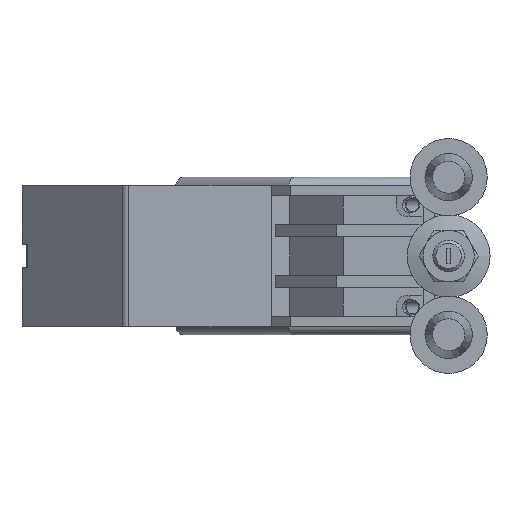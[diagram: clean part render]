
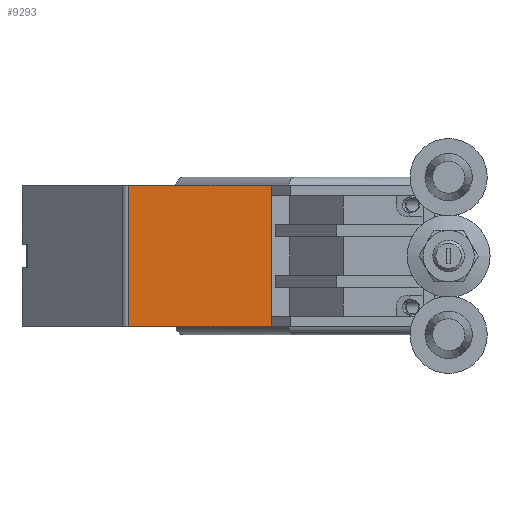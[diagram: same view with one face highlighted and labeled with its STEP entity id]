
A CAD part, left-side view. The second image highlights one B-rep face of the part: STEP entity #9293.
In plain terms, the highlighted face is planar.
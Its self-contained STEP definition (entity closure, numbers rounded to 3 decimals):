
#892=FACE_OUTER_BOUND('',#1427,.T.);
#1427=EDGE_LOOP('',(#6218,#6219,#6220,#6221));
#2080=LINE('',#13998,#2953);
#2081=LINE('',#14000,#2954);
#2082=LINE('',#14002,#2955);
#2083=LINE('',#14003,#2956);
#2953=VECTOR('',#11105,1000.);
#2954=VECTOR('',#11106,1000.);
#2955=VECTOR('',#11107,1000.);
#2956=VECTOR('',#11108,1000.);
#3842=VERTEX_POINT('',#13996);
#3843=VERTEX_POINT('',#13997);
#3844=VERTEX_POINT('',#13999);
#3845=VERTEX_POINT('',#14001);
#4787=EDGE_CURVE('',#3842,#3843,#2080,.T.);
#4788=EDGE_CURVE('',#3844,#3843,#2081,.T.);
#4789=EDGE_CURVE('',#3845,#3844,#2082,.T.);
#4790=EDGE_CURVE('',#3845,#3842,#2083,.T.);
#6218=ORIENTED_EDGE('',*,*,#4787,.T.);
#6219=ORIENTED_EDGE('',*,*,#4788,.F.);
#6220=ORIENTED_EDGE('',*,*,#4789,.F.);
#6221=ORIENTED_EDGE('',*,*,#4790,.T.);
#8978=PLANE('',#10020);
#9293=ADVANCED_FACE('',(#892),#8978,.F.);
#10020=AXIS2_PLACEMENT_3D('',#13995,#11103,#11104);
#11103=DIRECTION('center_axis',(0.383,-0.924,0.));
#11104=DIRECTION('ref_axis',(0.924,0.383,0.));
#11105=DIRECTION('',(-0.924,-0.383,0.));
#11106=DIRECTION('',(0.,0.,-1.));
#11107=DIRECTION('',(-0.924,-0.383,0.));
#11108=DIRECTION('',(0.,0.,-1.));
#13995=CARTESIAN_POINT('Origin',(-0.765,-0.317,
17.9));
#13996=CARTESIAN_POINT('',(-0.765,-0.317,-17.9));
#13997=CARTESIAN_POINT('',(-34.25,-14.187,-17.9));
#13998=CARTESIAN_POINT('',(-0.765,-0.317,-17.9));
#13999=CARTESIAN_POINT('',(-34.25,-14.187,17.9));
#14000=CARTESIAN_POINT('',(-34.25,-14.187,17.9));
#14001=CARTESIAN_POINT('',(-0.765,-0.317,17.9));
#14002=CARTESIAN_POINT('',(-0.765,-0.317,17.9));
#14003=CARTESIAN_POINT('',(-0.765,-0.317,17.9));
